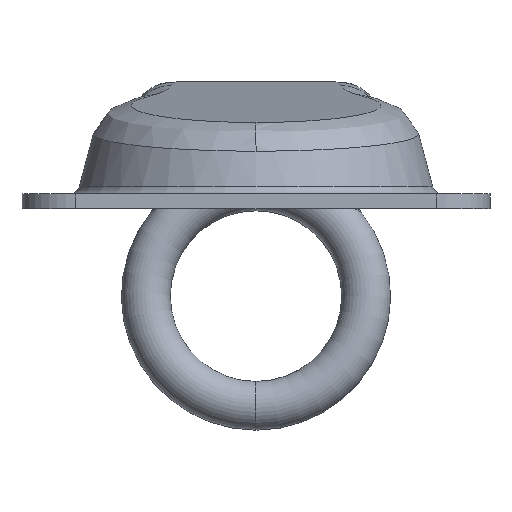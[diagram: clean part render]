
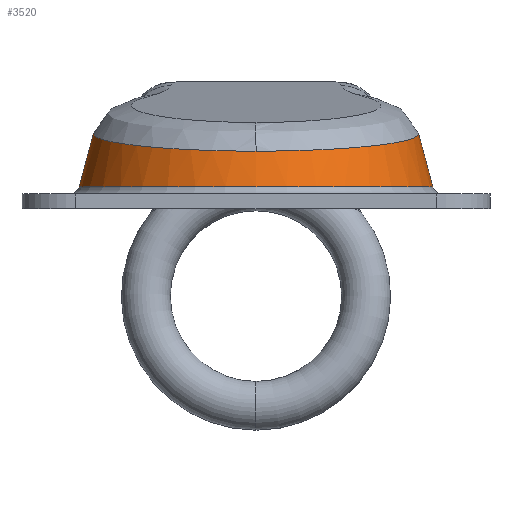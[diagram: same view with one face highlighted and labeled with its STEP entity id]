
A CAD part, front view. The second image highlights one B-rep face of the part: STEP entity #3520.
In plain terms, the highlighted conical face has half-angle 15 degrees and reference radius 36.5 mm.
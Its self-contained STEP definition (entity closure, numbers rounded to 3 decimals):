
#100 = CARTESIAN_POINT ( 'NONE',  ( 33.191, -5.4, 15.349 ) ) ;
#389 = DIRECTION ( 'NONE',  ( 0., 0., -1. ) ) ;
#407 = LINE ( 'NONE', #17466, #3401 ) ;
#1210 = CARTESIAN_POINT ( 'NONE',  ( -30.152, -20.424, 13.765 ) ) ;
#1230 = CARTESIAN_POINT ( 'NONE',  ( 33.191, -5.4, 15.349 ) ) ;
#1271 = CARTESIAN_POINT ( 'NONE',  ( -25.337, -27.838, 12.978 ) ) ;
#1398 = EDGE_CURVE ( 'NONE', #2215, #16201, #3354, .T. ) ;
#1419 = CARTESIAN_POINT ( 'NONE',  ( 21.847, -31.363, 12.604 ) ) ;
#1553 = CARTESIAN_POINT ( 'NONE',  ( 8.775, -38.399, 11.854 ) ) ;
#2215 = VERTEX_POINT ( 'NONE', #100 ) ;
#2516 = CARTESIAN_POINT ( 'NONE',  ( -21.003, -32.075, 12.528 ) ) ;
#2650 = CARTESIAN_POINT ( 'NONE',  ( -23.883, -29.497, 12.802 ) ) ;
#2776 = CARTESIAN_POINT ( 'NONE',  ( -27.349, -25.185, 13.26 ) ) ;
#3042 = CARTESIAN_POINT ( 'NONE',  ( 10.363, -37.906, 11.906 ) ) ;
#3116 = CARTESIAN_POINT ( 'NONE',  ( 29.357, -21.87, 13.612 ) ) ;
#3354 = B_SPLINE_CURVE_WITH_KNOTS ( 'NONE', 3,
 ( #1230, #17544, #5717, #16052, #19042, #10183, #4317, #3116, #16247, #11913, #7579, #13204, #14823, #4573, #14691, #17666, #1419, #4507, #4628, #11855, #14954, #10255, #13262, #7320, #3042, #1553, #11717, #11782, #17726, #7518, #17926, #7455 ),
 .UNSPECIFIED., .F., .F.,
 ( 4, 2, 2, 2, 2, 2, 2, 2, 2, 2, 2, 2, 2, 2, 2, 4 ),
 ( 0.016, 0.022, 0.029, 0.032, 0.034, 0.036, 0.042, 0.044, 0.046, 0.049, 0.056, 0.057, 0.059, 0.062, 0.066, 0.069 ),
 .UNSPECIFIED. ) ;
#3401 = VECTOR ( 'NONE', #4056, 1000. ) ;
#3520 = ADVANCED_FACE ( 'NONE', ( #4839 ), #3904, .T. ) ;
#3581 = EDGE_CURVE ( 'NONE', #2215, #8071, #12866, .T. ) ;
#3643 = CARTESIAN_POINT ( 'NONE',  ( 36.103, -5.4, 4.482 ) ) ;
#3904 = CONICAL_SURFACE ( 'NONE', #12881, 36.5, 0.262 ) ;
#3937 = ORIENTED_EDGE ( 'NONE', *, *, #17772, .T. ) ;
#4056 = DIRECTION ( 'NONE',  ( -0.259, 0., -0.966 ) ) ;
#4234 = CARTESIAN_POINT ( 'NONE',  ( -32.294, -14.143, 14.428 ) ) ;
#4317 = CARTESIAN_POINT ( 'NONE',  ( 30.109, -20.388, 13.769 ) ) ;
#4507 = CARTESIAN_POINT ( 'NONE',  ( 20.57, -32.441, 12.489 ) ) ;
#4573 = CARTESIAN_POINT ( 'NONE',  ( 23.472, -29.843, 12.765 ) ) ;
#4604 = DIRECTION ( 'NONE',  ( 0., 0., 1. ) ) ;
#4628 = CARTESIAN_POINT ( 'NONE',  ( 19.689, -33.112, 12.418 ) ) ;
#4839 = FACE_OUTER_BOUND ( 'NONE', #13865, .T. ) ;
#4911 = VERTEX_POINT ( 'NONE', #13455 ) ;
#5500 = CARTESIAN_POINT ( 'NONE',  ( -20.57, -32.423, 12.491 ) ) ;
#5636 = CARTESIAN_POINT ( 'NONE',  ( 0., -39.561, 11.73 ) ) ;
#5660 = CARTESIAN_POINT ( 'NONE',  ( 0., -39.561, 11.73 ) ) ;
#5699 = CARTESIAN_POINT ( 'NONE',  ( -7.139, -38.789, 11.812 ) ) ;
#5717 = CARTESIAN_POINT ( 'NONE',  ( 33.099, -9.793, 14.887 ) ) ;
#5836 = CARTESIAN_POINT ( 'NONE',  ( 0., -5.4, 4.482 ) ) ;
#5895 = DIRECTION ( 'NONE',  ( 1., 0., 0. ) ) ;
#6425 = CARTESIAN_POINT ( 'NONE',  ( 36.5, -5.4, 3. ) ) ;
#7108 = EDGE_CURVE ( 'NONE', #15963, #4911, #407, .T. ) ;
#7109 = CARTESIAN_POINT ( 'NONE',  ( -4.425, -39.339, 11.753 ) ) ;
#7320 = CARTESIAN_POINT ( 'NONE',  ( 10.889, -37.729, 11.925 ) ) ;
#7455 = CARTESIAN_POINT ( 'NONE',  ( 0., -39.561, 11.73 ) ) ;
#7490 = EDGE_CURVE ( 'NONE', #4911, #8071, #12788, .T. ) ;
#7518 = CARTESIAN_POINT ( 'NONE',  ( 2.236, -39.504, 11.736 ) ) ;
#7579 = CARTESIAN_POINT ( 'NONE',  ( 28.251, -23.802, 13.407 ) ) ;
#7760 = CARTESIAN_POINT ( 'NONE',  ( 0., -5.4, 3. ) ) ;
#8071 = VERTEX_POINT ( 'NONE', #3643 ) ;
#8479 = CARTESIAN_POINT ( 'NONE',  ( -9.298, -38.237, 11.871 ) ) ;
#8550 = CARTESIAN_POINT ( 'NONE',  ( -14.996, -36.062, 12.103 ) ) ;
#8616 = CARTESIAN_POINT ( 'NONE',  ( -11.942, -37.357, 11.965 ) ) ;
#9843 = CARTESIAN_POINT ( 'NONE',  ( -2.227, -39.561, 11.73 ) ) ;
#9969 = CARTESIAN_POINT ( 'NONE',  ( -19.231, -33.427, 12.384 ) ) ;
#10032 = CARTESIAN_POINT ( 'NONE',  ( -31.349, -17.342, 14.091 ) ) ;
#10094 = CARTESIAN_POINT ( 'NONE',  ( -19.685, -33.098, 12.419 ) ) ;
#10183 = CARTESIAN_POINT ( 'NONE',  ( 30.558, -19.381, 13.875 ) ) ;
#10255 = CARTESIAN_POINT ( 'NONE',  ( 12.457, -37.139, 11.988 ) ) ;
#10490 = B_SPLINE_CURVE_WITH_KNOTS ( 'NONE', 3,
 ( #5636, #9843, #7109, #5699, #17459, #11315, #8479, #18698, #8616, #8550, #14354, #9969, #10094, #5500, #2516, #11433, #2650, #1271, #11567, #12907, #2776, #18878, #13049, #1210, #10032, #12784, #4234, #15837, #14543, #17203, #11493 ),
 .UNSPECIFIED., .F., .F.,
 ( 4, 2, 2, 2, 2, 2, 2, 2, 1, 2, 2, 2, 2, 2, 2, 4 ),
 ( 0.069, 0.075, 0.077, 0.079, 0.082, 0.089, 0.09, 0.092, 0.095, 0.099, 0.1, 0.102, 0.109, 0.112, 0.115, 0.122 ),
 .UNSPECIFIED. ) ;
#11315 = CARTESIAN_POINT ( 'NONE',  ( -8.759, -38.389, 11.855 ) ) ;
#11433 = CARTESIAN_POINT ( 'NONE',  ( -22.271, -31.003, 12.642 ) ) ;
#11493 = CARTESIAN_POINT ( 'NONE',  ( -33.191, -5.4, 15.349 ) ) ;
#11567 = CARTESIAN_POINT ( 'NONE',  ( -26.368, -26.536, 13.117 ) ) ;
#11717 = CARTESIAN_POINT ( 'NONE',  ( 7.705, -38.673, 11.825 ) ) ;
#11782 = CARTESIAN_POINT ( 'NONE',  ( 5.541, -39.114, 11.777 ) ) ;
#11855 = CARTESIAN_POINT ( 'NONE',  ( 16.959, -34.986, 12.218 ) ) ;
#11913 = CARTESIAN_POINT ( 'NONE',  ( 28.539, -23.328, 13.457 ) ) ;
#12223 = DIRECTION ( 'NONE',  ( 1., 0., 0. ) ) ;
#12784 = CARTESIAN_POINT ( 'NONE',  ( -31.698, -16.291, 14.202 ) ) ;
#12788 = CIRCLE ( 'NONE', #15824, 36.103 ) ;
#12866 = LINE ( 'NONE', #6425, #19155 ) ;
#12881 = AXIS2_PLACEMENT_3D ( 'NONE', #7760, #389, #12223 ) ;
#12907 = CARTESIAN_POINT ( 'NONE',  ( -26.702, -26.092, 13.164 ) ) ;
#13049 = CARTESIAN_POINT ( 'NONE',  ( -29.157, -22.387, 13.557 ) ) ;
#13204 = CARTESIAN_POINT ( 'NONE',  ( 26.759, -26.131, 13.16 ) ) ;
#13262 = CARTESIAN_POINT ( 'NONE',  ( 11.935, -37.345, 11.966 ) ) ;
#13323 = ORIENTED_EDGE ( 'NONE', *, *, #7490, .T. ) ;
#13455 = CARTESIAN_POINT ( 'NONE',  ( -36.103, -5.4, 4.482 ) ) ;
#13865 = EDGE_LOOP ( 'NONE', ( #3937, #15559, #13323, #16189, #19074 ) ) ;
#14354 = CARTESIAN_POINT ( 'NONE',  ( -16.934, -35.002, 12.216 ) ) ;
#14543 = CARTESIAN_POINT ( 'NONE',  ( -33.096, -9.808, 14.885 ) ) ;
#14691 = CARTESIAN_POINT ( 'NONE',  ( 23.077, -30.231, 12.724 ) ) ;
#14823 = CARTESIAN_POINT ( 'NONE',  ( 25.393, -27.857, 12.977 ) ) ;
#14954 = CARTESIAN_POINT ( 'NONE',  ( 15.024, -36.049, 12.105 ) ) ;
#15559 = ORIENTED_EDGE ( 'NONE', *, *, #7108, .T. ) ;
#15824 = AXIS2_PLACEMENT_3D ( 'NONE', #5836, #4604, #5895 ) ;
#15837 = CARTESIAN_POINT ( 'NONE',  ( -32.535, -13.063, 14.542 ) ) ;
#15963 = VERTEX_POINT ( 'NONE', #17871 ) ;
#16052 = CARTESIAN_POINT ( 'NONE',  ( 32.341, -14.184, 14.424 ) ) ;
#16189 = ORIENTED_EDGE ( 'NONE', *, *, #3581, .F. ) ;
#16201 = VERTEX_POINT ( 'NONE', #5660 ) ;
#16247 = CARTESIAN_POINT ( 'NONE',  ( 29.092, -22.361, 13.56 ) ) ;
#16760 = DIRECTION ( 'NONE',  ( 0.259, 0., -0.966 ) ) ;
#17203 = CARTESIAN_POINT ( 'NONE',  ( -33.253, -7.615, 15.116 ) ) ;
#17459 = CARTESIAN_POINT ( 'NONE',  ( -7.68, -38.665, 11.825 ) ) ;
#17466 = CARTESIAN_POINT ( 'NONE',  ( -36.5, -5.4, 3. ) ) ;
#17544 = CARTESIAN_POINT ( 'NONE',  ( 33.253, -7.597, 15.118 ) ) ;
#17666 = CARTESIAN_POINT ( 'NONE',  ( 22.265, -30.991, 12.643 ) ) ;
#17726 = CARTESIAN_POINT ( 'NONE',  ( 4.448, -39.28, 11.76 ) ) ;
#17772 = EDGE_CURVE ( 'NONE', #16201, #15963, #10490, .T. ) ;
#17871 = CARTESIAN_POINT ( 'NONE',  ( -33.191, -5.4, 15.349 ) ) ;
#17926 = CARTESIAN_POINT ( 'NONE',  ( 1.113, -39.561, 11.73 ) ) ;
#18698 = CARTESIAN_POINT ( 'NONE',  ( -10.9, -37.74, 11.924 ) ) ;
#18878 = CARTESIAN_POINT ( 'NONE',  ( -27.662, -24.723, 13.309 ) ) ;
#19042 = CARTESIAN_POINT ( 'NONE',  ( 31.75, -16.306, 14.2 ) ) ;
#19074 = ORIENTED_EDGE ( 'NONE', *, *, #1398, .T. ) ;
#19155 = VECTOR ( 'NONE', #16760, 1000. ) ;
